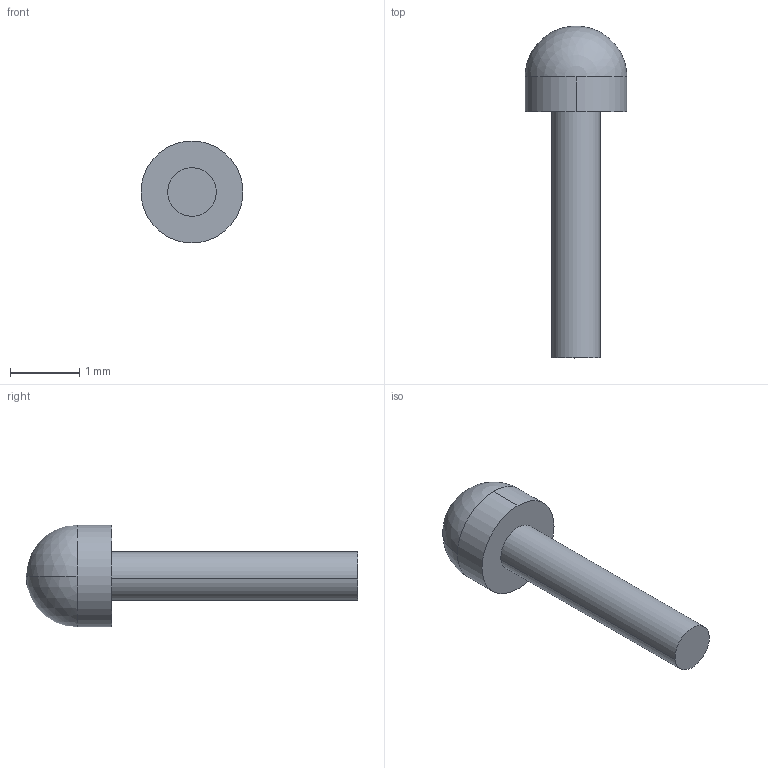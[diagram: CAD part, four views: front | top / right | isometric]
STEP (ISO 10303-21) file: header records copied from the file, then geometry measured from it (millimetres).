
FILE_DESCRIPTION (( 'STEP AP214' ), '1' );
FILE_NAME ('Prototype Plunger Ball Model Alpha.STEP', '2014-03-13T19:06:13', ( '' ), ( '' ), 'SwSTEP 2.0', 'SolidWorks 2013', '' );
FILE_SCHEMA (( 'AUTOMOTIVE_DESIGN' ));
Length unit declared in the file: millimetre
Products named in the file (3): Prototype Plunger Ball Model Alpha; Ball Spring Plunger BALL; Ball Spring Plunger STICK_Short Stick (no EPM)
Assembly tree (2 placements, depth 2):
  Prototype Plunger Ball Model Alpha
    Ball Spring Plunger BALL
    Ball Spring Plunger STICK_Short Stick (no EPM)
Bounding box: 1.47 x 4.79 x 1.47 mm (x, y, z)
Volume: 3 mm3; surface area: 16 mm2
Topology: 2 solids, 2 shells, 9 faces, 18 edges, 11 vertices
Faces by surface type: cylinder 4, plane 3, sphere 2
Entity records: 340 total; most frequent: DIRECTION 56, CARTESIAN_POINT 41, ORIENTED_EDGE 32, AXIS2_PLACEMENT_3D 26, EDGE_CURVE 16, CIRCLE 12, VERTEX_POINT 11, ADVANCED_FACE 9
